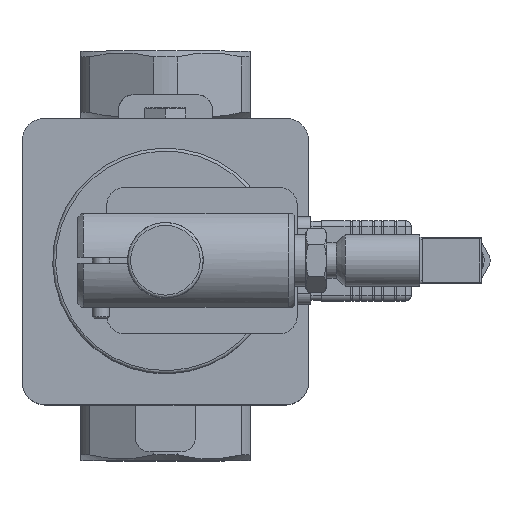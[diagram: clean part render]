
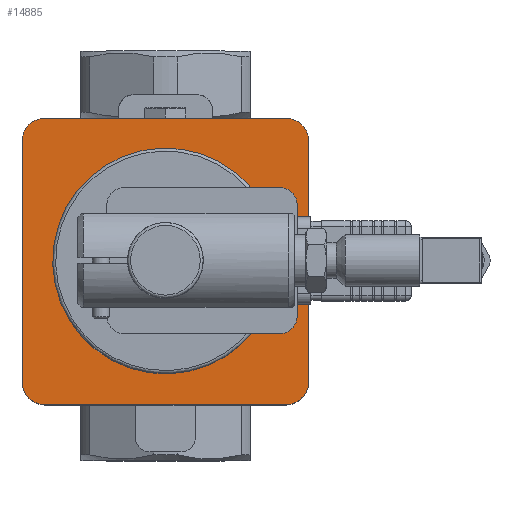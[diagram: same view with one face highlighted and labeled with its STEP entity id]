
A CAD part, top view. The second image highlights one B-rep face of the part: STEP entity #14885.
In plain terms, the highlighted planar face has unit normal (0, 0, 1).
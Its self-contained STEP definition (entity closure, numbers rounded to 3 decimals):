
#917=FACE_BOUND('',#3293,.T.);
#1410=CIRCLE('',#16280,8.);
#1411=CIRCLE('',#16281,8.);
#1412=CIRCLE('',#16282,8.);
#1413=CIRCLE('',#16283,8.);
#1414=CIRCLE('',#16284,27.5);
#2299=FACE_OUTER_BOUND('',#3292,.T.);
#3292=EDGE_LOOP('',(#11899,#11900,#11901,#11902,#11903,#11904,#11905,#11906));
#3293=EDGE_LOOP('',(#11907));
#3966=LINE('',#21448,#4916);
#4493=LINE('',#25115,#5443);
#4494=LINE('',#25119,#5444);
#4495=LINE('',#25123,#5445);
#4916=VECTOR('',#17069,82.);
#5443=VECTOR('',#19474,82.);
#5444=VECTOR('',#19477,82.);
#5445=VECTOR('',#19480,82.);
#5866=VERTEX_POINT('',#21444);
#5868=VERTEX_POINT('',#21447);
#6625=VERTEX_POINT('',#25112);
#6626=VERTEX_POINT('',#25114);
#6627=VERTEX_POINT('',#25116);
#6628=VERTEX_POINT('',#25118);
#6629=VERTEX_POINT('',#25120);
#6630=VERTEX_POINT('',#25122);
#6631=VERTEX_POINT('',#25125);
#7302=EDGE_CURVE('',#5868,#5866,#3966,.T.);
#8473=EDGE_CURVE('',#6625,#5866,#1410,.T.);
#8474=EDGE_CURVE('',#6625,#6626,#4493,.T.);
#8475=EDGE_CURVE('',#6627,#6626,#1411,.T.);
#8476=EDGE_CURVE('',#6627,#6628,#4494,.T.);
#8477=EDGE_CURVE('',#6629,#6628,#1412,.T.);
#8478=EDGE_CURVE('',#6629,#6630,#4495,.T.);
#8479=EDGE_CURVE('',#5868,#6630,#1413,.T.);
#8480=EDGE_CURVE('',#6631,#6631,#1414,.T.);
#11899=ORIENTED_EDGE('',*,*,#8473,.F.);
#11900=ORIENTED_EDGE('',*,*,#8474,.T.);
#11901=ORIENTED_EDGE('',*,*,#8475,.F.);
#11902=ORIENTED_EDGE('',*,*,#8476,.T.);
#11903=ORIENTED_EDGE('',*,*,#8477,.F.);
#11904=ORIENTED_EDGE('',*,*,#8478,.T.);
#11905=ORIENTED_EDGE('',*,*,#8479,.F.);
#11906=ORIENTED_EDGE('',*,*,#7302,.T.);
#11907=ORIENTED_EDGE('',*,*,#8480,.F.);
#14272=PLANE('',#16279);
#14885=ADVANCED_FACE('',(#2299,#917),#14272,.T.);
#16279=AXIS2_PLACEMENT_3D('',#25111,#19470,#19471);
#16280=AXIS2_PLACEMENT_3D('',#25113,#19472,#19473);
#16281=AXIS2_PLACEMENT_3D('',#25117,#19475,#19476);
#16282=AXIS2_PLACEMENT_3D('',#25121,#19478,#19479);
#16283=AXIS2_PLACEMENT_3D('',#25124,#19481,#19482);
#16284=AXIS2_PLACEMENT_3D('',#25126,#19483,#19484);
#17069=DIRECTION('',(-1.,0.,0.));
#19470=DIRECTION('center_axis',(0.,0.,
1.));
#19471=DIRECTION('ref_axis',(-1.,0.,0.));
#19472=DIRECTION('center_axis',(0.,0.,
-1.));
#19473=DIRECTION('ref_axis',(-0.707,0.707,0.));
#19474=DIRECTION('',(0.,-1.,0.));
#19475=DIRECTION('center_axis',(0.,0.,
-1.));
#19476=DIRECTION('ref_axis',(-0.707,-0.707,0.));
#19477=DIRECTION('',(1.,0.,0.));
#19478=DIRECTION('center_axis',(0.,0.,
-1.));
#19479=DIRECTION('ref_axis',(0.707,-0.707,0.));
#19480=DIRECTION('',(0.,1.,0.));
#19481=DIRECTION('center_axis',(0.,0.,
-1.));
#19482=DIRECTION('ref_axis',(0.707,0.707,0.));
#19483=DIRECTION('center_axis',(0.,0.,
1.));
#19484=DIRECTION('ref_axis',(0.,1.,0.));
#21444=CARTESIAN_POINT('',(-41.,49.,74.1));
#21447=CARTESIAN_POINT('',(41.,49.,74.1));
#21448=CARTESIAN_POINT('',(49.,49.,74.1));
#25111=CARTESIAN_POINT('Origin',(0.,38.25,74.1));
#25112=CARTESIAN_POINT('',(-49.,41.,74.1));
#25113=CARTESIAN_POINT('Origin',(-41.,41.,74.1));
#25114=CARTESIAN_POINT('',(-49.,-41.,74.1));
#25115=CARTESIAN_POINT('',(-49.,49.,74.1));
#25116=CARTESIAN_POINT('',(-41.,-49.,74.1));
#25117=CARTESIAN_POINT('Origin',(-41.,-41.,74.1));
#25118=CARTESIAN_POINT('',(41.,-49.,74.1));
#25119=CARTESIAN_POINT('',(-49.,-49.,74.1));
#25120=CARTESIAN_POINT('',(49.,-41.,74.1));
#25121=CARTESIAN_POINT('Origin',(41.,-41.,74.1));
#25122=CARTESIAN_POINT('',(49.,41.,74.1));
#25123=CARTESIAN_POINT('',(49.,-49.,74.1));
#25124=CARTESIAN_POINT('Origin',(41.,41.,74.1));
#25125=CARTESIAN_POINT('',(0.,27.5,74.1));
#25126=CARTESIAN_POINT('Origin',(0.,0.,
74.1));
